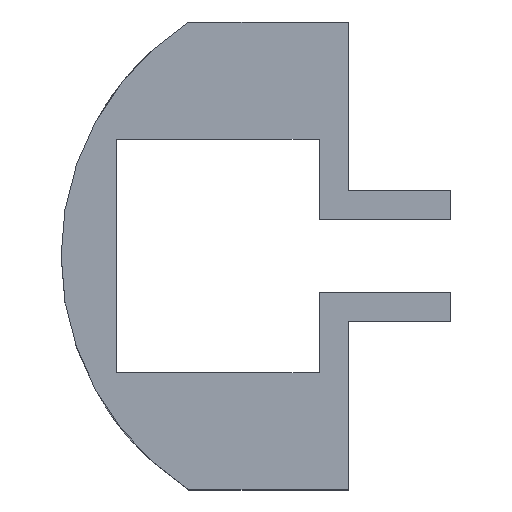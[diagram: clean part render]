
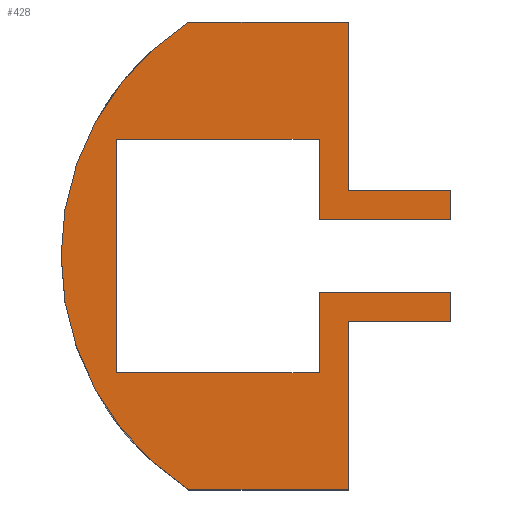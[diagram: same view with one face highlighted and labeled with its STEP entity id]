
A CAD part, top view. The second image highlights one B-rep face of the part: STEP entity #428.
In plain terms, the highlighted planar face has unit normal (0, 0, 1).
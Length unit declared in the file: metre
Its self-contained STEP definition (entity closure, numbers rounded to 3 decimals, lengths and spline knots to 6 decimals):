
#27=PLANE('',#471);
#35=LINE('',#636,#81);
#38=LINE('',#644,#84);
#41=LINE('',#652,#87);
#44=LINE('',#658,#90);
#47=LINE('',#666,#93);
#50=LINE('',#672,#96);
#53=LINE('',#678,#99);
#56=LINE('',#684,#102);
#59=LINE('',#690,#105);
#62=LINE('',#696,#108);
#65=LINE('',#704,#111);
#68=LINE('',#710,#114);
#71=LINE('',#718,#117);
#74=LINE('',#726,#120);
#76=LINE('',#729,#122);
#81=VECTOR('',#491,1.);
#84=VECTOR('',#498,1.);
#87=VECTOR('',#505,1.);
#90=VECTOR('',#510,1.);
#93=VECTOR('',#517,1.);
#96=VECTOR('',#522,1.);
#99=VECTOR('',#527,1.);
#102=VECTOR('',#532,1.);
#105=VECTOR('',#537,1.);
#108=VECTOR('',#542,1.);
#111=VECTOR('',#549,1.);
#114=VECTOR('',#554,1.);
#117=VECTOR('',#561,1.);
#120=VECTOR('',#568,1.);
#122=VECTOR('',#572,1.);
#195=ORIENTED_EDGE('',*,*,#237,.T.);
#196=ORIENTED_EDGE('',*,*,#243,.T.);
#197=ORIENTED_EDGE('',*,*,#247,.T.);
#198=ORIENTED_EDGE('',*,*,#251,.T.);
#199=ORIENTED_EDGE('',*,*,#254,.F.);
#200=ORIENTED_EDGE('',*,*,#258,.F.);
#201=ORIENTED_EDGE('',*,*,#261,.F.);
#202=ORIENTED_EDGE('',*,*,#264,.F.);
#203=ORIENTED_EDGE('',*,*,#267,.F.);
#204=ORIENTED_EDGE('',*,*,#270,.T.);
#205=ORIENTED_EDGE('',*,*,#273,.T.);
#206=ORIENTED_EDGE('',*,*,#277,.T.);
#207=ORIENTED_EDGE('',*,*,#280,.T.);
#208=ORIENTED_EDGE('',*,*,#284,.F.);
#209=ORIENTED_EDGE('',*,*,#288,.F.);
#210=ORIENTED_EDGE('',*,*,#290,.F.);
#237=EDGE_CURVE('',#294,#293,#332,.T.);
#243=EDGE_CURVE('',#293,#298,#35,.T.);
#247=EDGE_CURVE('',#298,#301,#38,.T.);
#251=EDGE_CURVE('',#301,#304,#41,.T.);
#254=EDGE_CURVE('',#306,#304,#44,.T.);
#258=EDGE_CURVE('',#309,#306,#47,.T.);
#261=EDGE_CURVE('',#311,#309,#50,.T.);
#264=EDGE_CURVE('',#313,#311,#53,.T.);
#267=EDGE_CURVE('',#315,#313,#56,.T.);
#270=EDGE_CURVE('',#315,#317,#59,.T.);
#273=EDGE_CURVE('',#317,#319,#62,.T.);
#277=EDGE_CURVE('',#319,#322,#65,.T.);
#280=EDGE_CURVE('',#322,#324,#68,.T.);
#284=EDGE_CURVE('',#327,#324,#71,.T.);
#288=EDGE_CURVE('',#330,#327,#74,.T.);
#290=EDGE_CURVE('',#294,#330,#76,.T.);
#293=VERTEX_POINT('',#591);
#294=VERTEX_POINT('',#593);
#298=VERTEX_POINT('',#635);
#301=VERTEX_POINT('',#643);
#304=VERTEX_POINT('',#651);
#306=VERTEX_POINT('',#657);
#309=VERTEX_POINT('',#665);
#311=VERTEX_POINT('',#671);
#313=VERTEX_POINT('',#677);
#315=VERTEX_POINT('',#683);
#317=VERTEX_POINT('',#689);
#319=VERTEX_POINT('',#695);
#322=VERTEX_POINT('',#703);
#324=VERTEX_POINT('',#709);
#327=VERTEX_POINT('',#717);
#330=VERTEX_POINT('',#725);
#332=CIRCLE('',#449,0.019);
#363=EDGE_LOOP('',(#195,#196,#197,#198,#199,#200,#201,#202,#203,#204,#205,
#206,#207,#208,#209,#210));
#397=FACE_BOUND('',#363,.T.);
#428=ADVANCED_FACE('',(#397),#27,.T.);
#449=AXIS2_PLACEMENT_3D('',#592,#484,#485);
#471=AXIS2_PLACEMENT_3D('',#730,#573,#574);
#484=DIRECTION('',(0.,0.,1.));
#485=DIRECTION('',(1.,0.,0.));
#491=DIRECTION('',(1.,0.,0.));
#498=DIRECTION('',(0.,1.,0.));
#505=DIRECTION('',(1.,0.,0.));
#510=DIRECTION('',(0.,-1.,0.));
#517=DIRECTION('',(1.,0.,0.));
#522=DIRECTION('',(0.,1.,0.));
#527=DIRECTION('',(1.,0.,0.));
#532=DIRECTION('',(0.,-1.,0.));
#537=DIRECTION('',(1.,0.,0.));
#542=DIRECTION('',(0.,-1.,0.));
#549=DIRECTION('',(1.,0.,0.));
#554=DIRECTION('',(0.,1.,0.));
#561=DIRECTION('',(1.,0.,0.));
#568=DIRECTION('',(0.,-1.,0.));
#572=DIRECTION('',(1.,0.,0.));
#573=DIRECTION('',(0.,0.,1.));
#574=DIRECTION('',(1.,0.,0.));
#591=CARTESIAN_POINT('',(-0.017905,-0.01348,0.01));
#592=CARTESIAN_POINT('',(-0.007627,0.0025,0.01));
#593=CARTESIAN_POINT('',(-0.017905,0.01848,0.01));
#635=CARTESIAN_POINT('',(-0.007,-0.01348,0.01));
#636=CARTESIAN_POINT('',(-0.012453,-0.01348,0.01));
#643=CARTESIAN_POINT('',(-0.007,-0.002,0.01));
#644=CARTESIAN_POINT('',(-0.007,-0.00474,0.01));
#651=CARTESIAN_POINT('',(0.,-0.002,0.01));
#652=CARTESIAN_POINT('',(-0.0035,-0.002,0.01));
#657=CARTESIAN_POINT('',(0.,0.,0.01));
#658=CARTESIAN_POINT('',(0.,-0.001,0.01));
#665=CARTESIAN_POINT('',(-0.009,0.,0.01));
#666=CARTESIAN_POINT('',(-0.0045,0.,0.01));
#671=CARTESIAN_POINT('',(-0.009,-0.00548,0.01));
#672=CARTESIAN_POINT('',(-0.009,-0.00274,0.01));
#677=CARTESIAN_POINT('',(-0.02287,-0.00548,0.01));
#678=CARTESIAN_POINT('',(-0.015935,-0.00548,0.01));
#683=CARTESIAN_POINT('',(-0.02287,0.01048,0.01));
#684=CARTESIAN_POINT('',(-0.02287,0.0025,0.01));
#689=CARTESIAN_POINT('',(-0.009,0.01048,0.01));
#690=CARTESIAN_POINT('',(-0.015935,0.01048,0.01));
#695=CARTESIAN_POINT('',(-0.009,0.005,0.01));
#696=CARTESIAN_POINT('',(-0.009,0.00774,0.01));
#703=CARTESIAN_POINT('',(0.,0.005,0.01));
#704=CARTESIAN_POINT('',(-0.0045,0.005,0.01));
#709=CARTESIAN_POINT('',(0.,0.007,0.01));
#710=CARTESIAN_POINT('',(0.,0.006,0.01));
#717=CARTESIAN_POINT('',(-0.007,0.007,0.01));
#718=CARTESIAN_POINT('',(-0.0035,0.007,0.01));
#725=CARTESIAN_POINT('',(-0.007,0.01848,0.01));
#726=CARTESIAN_POINT('',(-0.007,0.00974,0.01));
#729=CARTESIAN_POINT('',(-0.012453,0.01848,0.01));
#730=CARTESIAN_POINT('',(-0.007627,0.0025,0.01));
